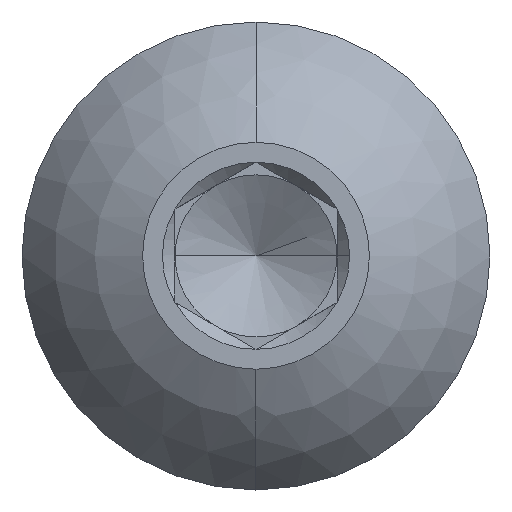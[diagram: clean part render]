
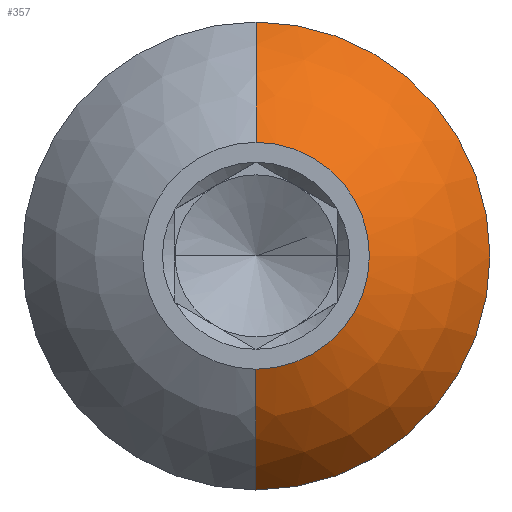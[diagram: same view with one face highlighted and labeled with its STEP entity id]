
A CAD part, top view. The second image highlights one B-rep face of the part: STEP entity #357.
In plain terms, the highlighted spherical face has radius 5.246 mm.
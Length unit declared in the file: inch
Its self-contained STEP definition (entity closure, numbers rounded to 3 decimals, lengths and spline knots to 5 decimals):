
#8 = DIRECTION ( 'NONE',  ( 1., 0., 0. ) ) ;
#31 = CARTESIAN_POINT ( 'NONE',  ( 0., 0., 0.98843 ) ) ;
#41 = CIRCLE ( 'NONE', #905, 0.0875 ) ;
#65 = DIRECTION ( 'NONE',  ( 0., 0., 1. ) ) ;
#107 = CARTESIAN_POINT ( 'NONE',  ( 0., 0.0875, 1.1755 ) ) ;
#111 = DIRECTION ( 'NONE',  ( 0., 0., -1. ) ) ;
#116 = AXIS2_PLACEMENT_3D ( 'NONE', #619, #119, #907 ) ;
#119 = DIRECTION ( 'NONE',  ( 0., 0., 1. ) ) ;
#121 = CARTESIAN_POINT ( 'NONE',  ( 0., 0., 0.98843 ) ) ;
#185 = EDGE_CURVE ( 'NONE', #246, #361, #41, .T. ) ;
#214 = AXIS2_PLACEMENT_3D ( 'NONE', #456, #469, #339 ) ;
#219 = VERTEX_POINT ( 'NONE', #367 ) ;
#233 = DIRECTION ( 'NONE',  ( 0., 0., 1. ) ) ;
#246 = VERTEX_POINT ( 'NONE', #602 ) ;
#249 = CIRCLE ( 'NONE', #214, 0.20652 ) ;
#268 = DIRECTION ( 'NONE',  ( -1., 0., 0. ) ) ;
#339 = DIRECTION ( 'NONE',  ( 0., 0., -1. ) ) ;
#356 = CIRCLE ( 'NONE', #892, 0.1805 ) ;
#357 = ADVANCED_FACE ( 'NONE', ( #622 ), #700, .T. ) ;
#361 = VERTEX_POINT ( 'NONE', #107 ) ;
#367 = CARTESIAN_POINT ( 'NONE',  ( 0., 0.1805, 1.08879 ) ) ;
#396 = DIRECTION ( 'NONE',  ( 0., 1., 0. ) ) ;
#446 = CARTESIAN_POINT ( 'NONE',  ( 0., 0., 1.08879 ) ) ;
#456 = CARTESIAN_POINT ( 'NONE',  ( 0., 0., 0.98843 ) ) ;
#469 = DIRECTION ( 'NONE',  ( 1., 0., 0. ) ) ;
#473 = AXIS2_PLACEMENT_3D ( 'NONE', #121, #268, #759 ) ;
#489 = ORIENTED_EDGE ( 'NONE', *, *, #571, .T. ) ;
#508 = AXIS2_PLACEMENT_3D ( 'NONE', #31, #111, #396 ) ;
#511 = ORIENTED_EDGE ( 'NONE', *, *, #789, .F. ) ;
#517 = CIRCLE ( 'NONE', #473, 0.20652 ) ;
#571 = EDGE_CURVE ( 'NONE', #883, #782, #356, .T. ) ;
#602 = CARTESIAN_POINT ( 'NONE',  ( 0., -0.0875, 1.1755 ) ) ;
#619 = CARTESIAN_POINT ( 'NONE',  ( 0., 0., 1.08879 ) ) ;
#622 = FACE_OUTER_BOUND ( 'NONE', #787, .T. ) ;
#700 = SPHERICAL_SURFACE ( 'NONE', #508, 0.20652 ) ;
#734 = ORIENTED_EDGE ( 'NONE', *, *, #185, .F. ) ;
#759 = DIRECTION ( 'NONE',  ( 0., -1., 0. ) ) ;
#765 = CARTESIAN_POINT ( 'NONE',  ( 0.1805, 0., 1.08879 ) ) ;
#768 = EDGE_CURVE ( 'NONE', #219, #361, #249, .T. ) ;
#771 = CARTESIAN_POINT ( 'NONE',  ( 0., -0.1805, 1.08879 ) ) ;
#776 = CIRCLE ( 'NONE', #116, 0.1805 ) ;
#782 = VERTEX_POINT ( 'NONE', #765 ) ;
#787 = EDGE_LOOP ( 'NONE', ( #511, #489, #807, #927, #734 ) ) ;
#789 = EDGE_CURVE ( 'NONE', #883, #246, #517, .T. ) ;
#807 = ORIENTED_EDGE ( 'NONE', *, *, #836, .T. ) ;
#836 = EDGE_CURVE ( 'NONE', #782, #219, #776, .T. ) ;
#850 = CARTESIAN_POINT ( 'NONE',  ( 0., 0., 1.1755 ) ) ;
#883 = VERTEX_POINT ( 'NONE', #771 ) ;
#892 = AXIS2_PLACEMENT_3D ( 'NONE', #446, #233, #8 ) ;
#905 = AXIS2_PLACEMENT_3D ( 'NONE', #850, #65, #929 ) ;
#907 = DIRECTION ( 'NONE',  ( 1., 0., 0. ) ) ;
#927 = ORIENTED_EDGE ( 'NONE', *, *, #768, .T. ) ;
#929 = DIRECTION ( 'NONE',  ( 1., 0., 0. ) ) ;
